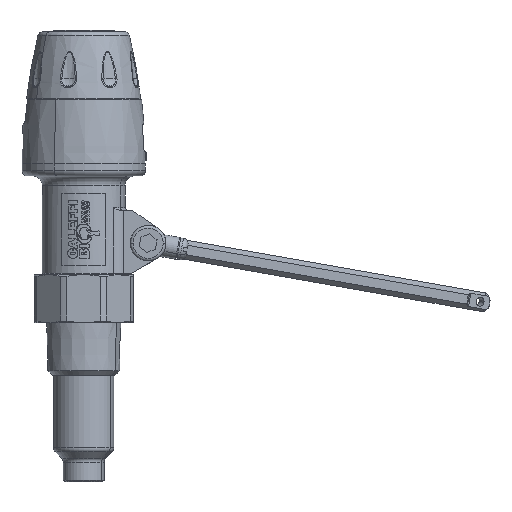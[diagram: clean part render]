
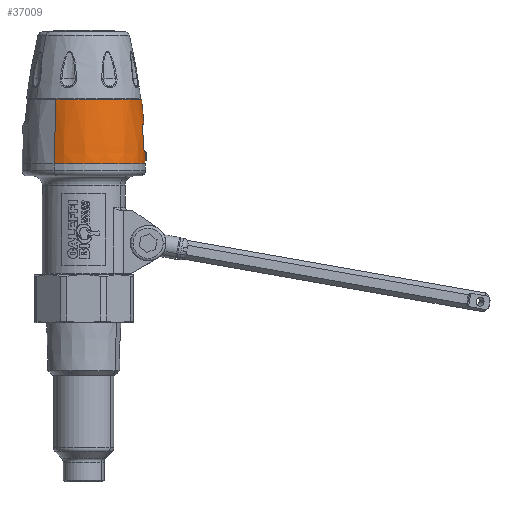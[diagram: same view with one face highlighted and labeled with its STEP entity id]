
A CAD part, left-side view. The second image highlights one B-rep face of the part: STEP entity #37009.
In plain terms, the highlighted face is a revolution surface.
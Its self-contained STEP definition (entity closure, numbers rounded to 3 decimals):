
#36043=CARTESIAN_POINT('Vertex',(-18.53,10.123,81.)) ;
#36046=CARTESIAN_POINT('Axis2P3D Location',(0.,0.,81.)) ;
#36050=CARTESIAN_POINT('Vertex',(18.53,-10.123,81.)) ;
#36242=CARTESIAN_POINT('Control Point',(19.746,-10.787,57.5)) ;
#36243=CARTESIAN_POINT('Control Point',(19.746,-10.787,65.351)) ;
#36244=CARTESIAN_POINT('Control Point',(19.339,-10.565,73.203)) ;
#36245=CARTESIAN_POINT('Control Point',(18.53,-10.123,81.)) ;
#36246=CARTESIAN_POINT('Vertex',(19.746,-10.787,57.5)) ;
#36253=CARTESIAN_POINT('Vertex',(-19.746,10.787,57.5)) ;
#36257=CARTESIAN_POINT('Control Point',(-19.746,10.787,57.5)) ;
#36258=CARTESIAN_POINT('Control Point',(-19.746,10.787,65.351)) ;
#36259=CARTESIAN_POINT('Control Point',(-19.339,10.565,73.203)) ;
#36260=CARTESIAN_POINT('Control Point',(-18.53,10.123,81.)) ;
#36498=CARTESIAN_POINT('Vertex',(-1.732,-22.431,58.5)) ;
#36505=CARTESIAN_POINT('Vertex',(0.,-22.46,61.5)) ;
#36509=CARTESIAN_POINT('Control Point',(-1.732,-22.431,58.5)) ;
#36510=CARTESIAN_POINT('Control Point',(-1.386,-22.454,59.1)) ;
#36511=CARTESIAN_POINT('Control Point',(-1.039,-22.469,59.7)) ;
#36512=CARTESIAN_POINT('Control Point',(-0.693,-22.475,60.3)) ;
#36513=CARTESIAN_POINT('Control Point',(-0.346,-22.472,60.9)) ;
#36514=CARTESIAN_POINT('Control Point',(0.,-22.46,61.5)) ;
#36532=CARTESIAN_POINT('Vertex',(1.732,-22.431,58.5)) ;
#36536=CARTESIAN_POINT('Control Point',(1.732,-22.431,58.5)) ;
#36537=CARTESIAN_POINT('Control Point',(1.386,-22.454,59.1)) ;
#36538=CARTESIAN_POINT('Control Point',(1.039,-22.469,59.7)) ;
#36539=CARTESIAN_POINT('Control Point',(0.693,-22.475,60.3)) ;
#36540=CARTESIAN_POINT('Control Point',(0.346,-22.472,60.9)) ;
#36541=CARTESIAN_POINT('Control Point',(0.,-22.46,61.5)) ;
#36556=CARTESIAN_POINT('Control Point',(-1.732,-22.431,58.5)) ;
#36557=CARTESIAN_POINT('Control Point',(-1.041,-22.484,58.5)) ;
#36558=CARTESIAN_POINT('Control Point',(-0.347,-22.511,58.5)) ;
#36559=CARTESIAN_POINT('Control Point',(0.347,-22.511,58.5)) ;
#36560=CARTESIAN_POINT('Control Point',(1.041,-22.484,58.5)) ;
#36561=CARTESIAN_POINT('Control Point',(1.732,-22.431,58.5)) ;
#36591=CARTESIAN_POINT('Vertex',(5.,-21.536,70.)) ;
#36595=CARTESIAN_POINT('Control Point',(5.,-21.536,70.)) ;
#36596=CARTESIAN_POINT('Control Point',(5.,-21.496,70.63)) ;
#36597=CARTESIAN_POINT('Control Point',(4.752,-21.51,71.265)) ;
#36598=CARTESIAN_POINT('Control Point',(4.249,-21.591,71.757)) ;
#36599=CARTESIAN_POINT('Control Point',(3.625,-21.682,72.)) ;
#36600=CARTESIAN_POINT('Control Point',(3.,-21.768,72.)) ;
#36601=CARTESIAN_POINT('Vertex',(3.,-21.768,72.)) ;
#36627=CARTESIAN_POINT('Vertex',(5.,-21.829,64.)) ;
#36631=CARTESIAN_POINT('Control Point',(5.,-21.536,70.)) ;
#36632=CARTESIAN_POINT('Control Point',(5.,-21.613,68.801)) ;
#36633=CARTESIAN_POINT('Control Point',(5.,-21.681,67.601)) ;
#36634=CARTESIAN_POINT('Control Point',(5.,-21.74,66.401)) ;
#36635=CARTESIAN_POINT('Control Point',(5.,-21.789,65.201)) ;
#36636=CARTESIAN_POINT('Control Point',(5.,-21.829,64.)) ;
#36664=CARTESIAN_POINT('Vertex',(3.,-22.248,62.)) ;
#36668=CARTESIAN_POINT('Control Point',(5.,-21.829,64.)) ;
#36669=CARTESIAN_POINT('Control Point',(5.,-21.85,63.369)) ;
#36670=CARTESIAN_POINT('Control Point',(4.75,-21.926,62.74)) ;
#36671=CARTESIAN_POINT('Control Point',(4.26,-22.05,62.25)) ;
#36672=CARTESIAN_POINT('Control Point',(3.632,-22.163,62.)) ;
#36673=CARTESIAN_POINT('Control Point',(3.,-22.248,62.)) ;
#36693=CARTESIAN_POINT('Vertex',(-3.,-22.248,62.)) ;
#36697=CARTESIAN_POINT('Control Point',(3.,-22.248,62.)) ;
#36698=CARTESIAN_POINT('Control Point',(1.807,-22.409,62.)) ;
#36699=CARTESIAN_POINT('Control Point',(0.604,-22.49,62.)) ;
#36700=CARTESIAN_POINT('Control Point',(-0.604,-22.49,62.)) ;
#36701=CARTESIAN_POINT('Control Point',(-1.807,-22.409,62.)) ;
#36702=CARTESIAN_POINT('Control Point',(-3.,-22.248,62.)) ;
#36735=CARTESIAN_POINT('Vertex',(-5.,-21.829,64.)) ;
#36739=CARTESIAN_POINT('Control Point',(-5.,-21.829,64.)) ;
#36740=CARTESIAN_POINT('Control Point',(-5.,-21.85,63.369)) ;
#36741=CARTESIAN_POINT('Control Point',(-4.75,-21.926,62.74)) ;
#36742=CARTESIAN_POINT('Control Point',(-4.26,-22.05,62.25)) ;
#36743=CARTESIAN_POINT('Control Point',(-3.632,-22.163,62.)) ;
#36744=CARTESIAN_POINT('Control Point',(-3.,-22.248,62.)) ;
#36764=CARTESIAN_POINT('Vertex',(-5.,-21.536,70.)) ;
#36768=CARTESIAN_POINT('Control Point',(-5.,-21.536,70.)) ;
#36769=CARTESIAN_POINT('Control Point',(-5.,-21.613,68.801)) ;
#36770=CARTESIAN_POINT('Control Point',(-5.,-21.681,67.601)) ;
#36771=CARTESIAN_POINT('Control Point',(-5.,-21.74,66.401)) ;
#36772=CARTESIAN_POINT('Control Point',(-5.,-21.789,65.201)) ;
#36773=CARTESIAN_POINT('Control Point',(-5.,-21.829,64.)) ;
#36801=CARTESIAN_POINT('Vertex',(-3.,-21.768,72.)) ;
#36805=CARTESIAN_POINT('Control Point',(-5.,-21.536,70.)) ;
#36806=CARTESIAN_POINT('Control Point',(-5.,-21.496,70.63)) ;
#36807=CARTESIAN_POINT('Control Point',(-4.752,-21.51,71.265)) ;
#36808=CARTESIAN_POINT('Control Point',(-4.249,-21.591,71.757)) ;
#36809=CARTESIAN_POINT('Control Point',(-3.625,-21.682,72.)) ;
#36810=CARTESIAN_POINT('Control Point',(-3.,-21.768,72.)) ;
#36820=CARTESIAN_POINT('Control Point',(-3.,-21.768,72.)) ;
#36821=CARTESIAN_POINT('Control Point',(-1.808,-21.932,72.)) ;
#36822=CARTESIAN_POINT('Control Point',(-0.604,-22.015,72.)) ;
#36823=CARTESIAN_POINT('Control Point',(0.604,-22.015,72.)) ;
#36824=CARTESIAN_POINT('Control Point',(1.808,-21.932,72.)) ;
#36825=CARTESIAN_POINT('Control Point',(3.,-21.768,72.)) ;
#36975=CARTESIAN_POINT('Control Point',(22.5,0.,57.5)) ;
#36976=CARTESIAN_POINT('Control Point',(22.5,0.,65.351)) ;
#36977=CARTESIAN_POINT('Control Point',(22.037,0.,73.203)) ;
#36978=CARTESIAN_POINT('Control Point',(21.115,0.,81.)) ;
#36979=CARTESIAN_POINT('Axis1P Location',(0.,0.,67.)) ;
#36983=CARTESIAN_POINT('Axis2P3D Location',(0.,0.,57.5)) ;
#36047=DIRECTION('Axis2P3D Direction',(0.,-0.,-1.)) ;
#36980=DIRECTION('Axis1P Direction',(0.,-0.,-1.)) ;
#36984=DIRECTION('Axis2P3D Direction',(0.,-0.,-1.)) ;
#36048=AXIS2_PLACEMENT_3D('Circle Axis2P3D',#36046,#36047,$) ;
#36985=AXIS2_PLACEMENT_3D('Circle Axis2P3D',#36983,#36984,$) ;
#36049=CIRCLE('generated circle',#36048,21.115) ;
#36986=CIRCLE('generated circle',#36985,22.5) ;
#36982=SURFACE_OF_REVOLUTION('Surface of Revolution',#36974,#36981) ;
#36981=AXIS1_PLACEMENT('Revolution Surface Axis1P',#36979,#36980) ;
#36998=FACE_BOUND('',#36994,.T.) ;
#37008=FACE_BOUND('',#36999,.T.) ;
#36052=EDGE_CURVE('',#36051,#36044,#36049,.T.) ;
#36248=EDGE_CURVE('',#36247,#36051,#36241,.T.) ;
#36261=EDGE_CURVE('',#36254,#36044,#36256,.T.) ;
#36515=EDGE_CURVE('',#36499,#36506,#36508,.T.) ;
#36542=EDGE_CURVE('',#36533,#36506,#36535,.T.) ;
#36562=EDGE_CURVE('',#36499,#36533,#36555,.T.) ;
#36603=EDGE_CURVE('',#36592,#36602,#36594,.T.) ;
#36637=EDGE_CURVE('',#36592,#36628,#36630,.T.) ;
#36674=EDGE_CURVE('',#36628,#36665,#36667,.T.) ;
#36703=EDGE_CURVE('',#36665,#36694,#36696,.T.) ;
#36745=EDGE_CURVE('',#36736,#36694,#36738,.T.) ;
#36774=EDGE_CURVE('',#36765,#36736,#36767,.T.) ;
#36811=EDGE_CURVE('',#36765,#36802,#36804,.T.) ;
#36826=EDGE_CURVE('',#36802,#36602,#36819,.T.) ;
#36987=EDGE_CURVE('',#36247,#36254,#36986,.T.) ;
#36989=ORIENTED_EDGE('',*,*,#36987,.F.) ;
#36990=ORIENTED_EDGE('',*,*,#36248,.T.) ;
#36991=ORIENTED_EDGE('',*,*,#36052,.T.) ;
#36992=ORIENTED_EDGE('',*,*,#36261,.F.) ;
#36995=ORIENTED_EDGE('',*,*,#36515,.T.) ;
#36996=ORIENTED_EDGE('',*,*,#36542,.F.) ;
#36997=ORIENTED_EDGE('',*,*,#36562,.F.) ;
#37000=ORIENTED_EDGE('',*,*,#36603,.F.) ;
#37001=ORIENTED_EDGE('',*,*,#36637,.T.) ;
#37002=ORIENTED_EDGE('',*,*,#36674,.T.) ;
#37003=ORIENTED_EDGE('',*,*,#36703,.T.) ;
#37004=ORIENTED_EDGE('',*,*,#36745,.F.) ;
#37005=ORIENTED_EDGE('',*,*,#36774,.F.) ;
#37006=ORIENTED_EDGE('',*,*,#36811,.T.) ;
#37007=ORIENTED_EDGE('',*,*,#36826,.T.) ;
#36988=EDGE_LOOP('',(#36989,#36990,#36991,#36992)) ;
#36994=EDGE_LOOP('',(#36995,#36996,#36997)) ;
#36999=EDGE_LOOP('',(#37000,#37001,#37002,#37003,#37004,#37005,#37006,#37007)) ;
#36044=VERTEX_POINT('',#36043) ;
#36051=VERTEX_POINT('',#36050) ;
#36247=VERTEX_POINT('',#36246) ;
#36254=VERTEX_POINT('',#36253) ;
#36499=VERTEX_POINT('',#36498) ;
#36506=VERTEX_POINT('',#36505) ;
#36533=VERTEX_POINT('',#36532) ;
#36592=VERTEX_POINT('',#36591) ;
#36602=VERTEX_POINT('',#36601) ;
#36628=VERTEX_POINT('',#36627) ;
#36665=VERTEX_POINT('',#36664) ;
#36694=VERTEX_POINT('',#36693) ;
#36736=VERTEX_POINT('',#36735) ;
#36765=VERTEX_POINT('',#36764) ;
#36802=VERTEX_POINT('',#36801) ;
#37009=ADVANCED_FACE('PartBody',(#36993,#36998,#37008),#36982,.F.) ;
#36241=B_SPLINE_CURVE_WITH_KNOTS('',3,(#36242,#36243,#36244,#36245),.UNSPECIFIED.,.F.,.U.,(4,4),(0.,23.554),.UNSPECIFIED.) ;
#36256=B_SPLINE_CURVE_WITH_KNOTS('',3,(#36257,#36258,#36259,#36260),.UNSPECIFIED.,.F.,.U.,(4,4),(0.,23.554),.UNSPECIFIED.) ;
#36508=B_SPLINE_CURVE_WITH_KNOTS('',5,(#36509,#36510,#36511,#36512,#36513,#36514),.UNSPECIFIED.,.F.,.U.,(6,6),(0.,4.886),.UNSPECIFIED.) ;
#36535=B_SPLINE_CURVE_WITH_KNOTS('',5,(#36536,#36537,#36538,#36539,#36540,#36541),.UNSPECIFIED.,.F.,.U.,(6,6),(0.,4.886),.UNSPECIFIED.) ;
#36555=B_SPLINE_CURVE_WITH_KNOTS('',5,(#36556,#36557,#36558,#36559,#36560,#36561),.UNSPECIFIED.,.F.,.U.,(6,6),(0.,4.848),.UNSPECIFIED.) ;
#36594=B_SPLINE_CURVE_WITH_KNOTS('',5,(#36595,#36596,#36597,#36598,#36599,#36600),.UNSPECIFIED.,.F.,.U.,(6,6),(0.,4.463),.UNSPECIFIED.) ;
#36630=B_SPLINE_CURVE_WITH_KNOTS('',5,(#36631,#36632,#36633,#36634,#36635,#36636),.UNSPECIFIED.,.F.,.U.,(6,6),(0.,8.496),.UNSPECIFIED.) ;
#36667=B_SPLINE_CURVE_WITH_KNOTS('',5,(#36668,#36669,#36670,#36671,#36672,#36673),.UNSPECIFIED.,.F.,.U.,(6,6),(0.,4.462),.UNSPECIFIED.) ;
#36696=B_SPLINE_CURVE_WITH_KNOTS('',5,(#36697,#36698,#36699,#36700,#36701,#36702),.UNSPECIFIED.,.F.,.U.,(6,6),(0.,8.422),.UNSPECIFIED.) ;
#36738=B_SPLINE_CURVE_WITH_KNOTS('',5,(#36739,#36740,#36741,#36742,#36743,#36744),.UNSPECIFIED.,.F.,.U.,(6,6),(0.,4.462),.UNSPECIFIED.) ;
#36767=B_SPLINE_CURVE_WITH_KNOTS('',5,(#36768,#36769,#36770,#36771,#36772,#36773),.UNSPECIFIED.,.F.,.U.,(6,6),(0.,8.496),.UNSPECIFIED.) ;
#36804=B_SPLINE_CURVE_WITH_KNOTS('',5,(#36805,#36806,#36807,#36808,#36809,#36810),.UNSPECIFIED.,.F.,.U.,(6,6),(0.,4.463),.UNSPECIFIED.) ;
#36819=B_SPLINE_CURVE_WITH_KNOTS('',5,(#36820,#36821,#36822,#36823,#36824,#36825),.UNSPECIFIED.,.F.,.U.,(6,6),(0.,8.513),.UNSPECIFIED.) ;
#36974=B_SPLINE_CURVE_WITH_KNOTS('',3,(#36975,#36976,#36977,#36978),.UNSPECIFIED.,.F.,.U.,(4,4),(0.,23.554),.UNSPECIFIED.) ;
#36993=FACE_OUTER_BOUND('',#36988,.T.) ;
